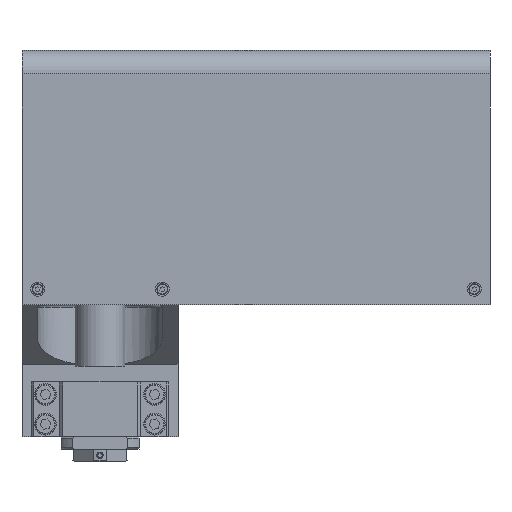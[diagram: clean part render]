
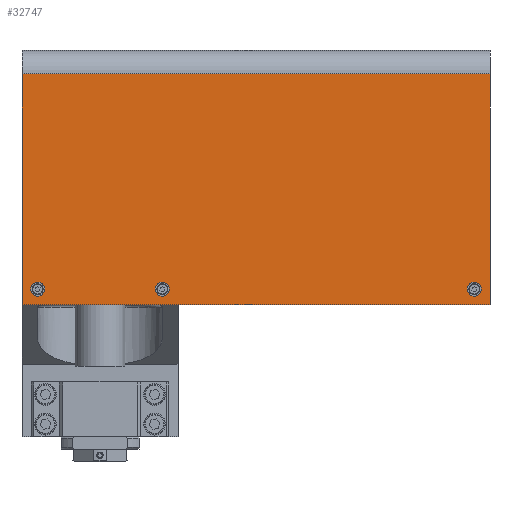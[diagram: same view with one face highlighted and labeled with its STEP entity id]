
A CAD part, front view. The second image highlights one B-rep face of the part: STEP entity #32747.
In plain terms, the highlighted planar face has unit normal (0, -1, 0).
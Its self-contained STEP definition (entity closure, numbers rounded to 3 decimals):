
#54 = DIRECTION ( 'NONE',  ( 0., 0., 1. ) ) ;
#719 = ORIENTED_EDGE ( 'NONE', *, *, #2018, .T. ) ;
#1128 = DIRECTION ( 'NONE',  ( 0., 0., 1. ) ) ;
#1713 = CIRCLE ( 'NONE', #10791, 2.25 ) ;
#2018 = EDGE_CURVE ( 'NONE', #35531, #32757, #10154, .T. ) ;
#2766 = DIRECTION ( 'NONE',  ( 0., 1., 0. ) ) ;
#2864 = AXIS2_PLACEMENT_3D ( 'NONE', #35688, #17935, #1128 ) ;
#3616 = EDGE_CURVE ( 'NONE', #31631, #12183, #30450, .T. ) ;
#4578 = ORIENTED_EDGE ( 'NONE', *, *, #10977, .T. ) ;
#4650 = VECTOR ( 'NONE', #34399, 1000. ) ;
#4667 = EDGE_CURVE ( 'NONE', #9381, #18828, #5492, .T. ) ;
#4785 = AXIS2_PLACEMENT_3D ( 'NONE', #25776, #17339, #54 ) ;
#5486 = CARTESIAN_POINT ( 'NONE',  ( 240., -39., 7.75 ) ) ;
#5492 = CIRCLE ( 'NONE', #30694, 2.25 ) ;
#6406 = CARTESIAN_POINT ( 'NONE',  ( -50., -39., 148. ) ) ;
#6663 = FACE_BOUND ( 'NONE', #29838, .T. ) ;
#6886 = DIRECTION ( 'NONE',  ( 0., 0., 1. ) ) ;
#7331 = CARTESIAN_POINT ( 'NONE',  ( -50., -39., 0. ) ) ;
#7607 = CARTESIAN_POINT ( 'NONE',  ( 250., -39., 148. ) ) ;
#7734 = DIRECTION ( 'NONE',  ( 0., 0., 1. ) ) ;
#8810 = DIRECTION ( 'NONE',  ( 0., 0., -1. ) ) ;
#9381 = VERTEX_POINT ( 'NONE', #15230 ) ;
#9739 = DIRECTION ( 'NONE',  ( 0., 0., 1. ) ) ;
#9909 = DIRECTION ( 'NONE',  ( 0., 1., 0. ) ) ;
#10154 = LINE ( 'NONE', #25687, #24663 ) ;
#10791 = AXIS2_PLACEMENT_3D ( 'NONE', #12523, #27091, #9739 ) ;
#10815 = CIRCLE ( 'NONE', #33463, 2.25 ) ;
#10977 = EDGE_CURVE ( 'NONE', #18144, #22485, #1713, .T. ) ;
#11595 = CARTESIAN_POINT ( 'NONE',  ( 240., -39., 12.25 ) ) ;
#11806 = LINE ( 'NONE', #27756, #17753 ) ;
#12183 = VERTEX_POINT ( 'NONE', #7331 ) ;
#12523 = CARTESIAN_POINT ( 'NONE',  ( 240., -39., 10. ) ) ;
#12842 = CARTESIAN_POINT ( 'NONE',  ( 40., -39., 7.75 ) ) ;
#13167 = PLANE ( 'NONE',  #34137 ) ;
#13456 = FACE_BOUND ( 'NONE', #15455, .T. ) ;
#14459 = CARTESIAN_POINT ( 'NONE',  ( 250., -39., 0. ) ) ;
#15230 = CARTESIAN_POINT ( 'NONE',  ( 40., -39., 12.25 ) ) ;
#15455 = EDGE_LOOP ( 'NONE', ( #21488, #21272 ) ) ;
#15651 = CARTESIAN_POINT ( 'NONE',  ( 240., -39., 10. ) ) ;
#15822 = VERTEX_POINT ( 'NONE', #35320 ) ;
#15858 = ORIENTED_EDGE ( 'NONE', *, *, #3616, .F. ) ;
#16847 = DIRECTION ( 'NONE',  ( 0., 0., 1. ) ) ;
#17339 = DIRECTION ( 'NONE',  ( 0., 1., 0. ) ) ;
#17417 = DIRECTION ( 'NONE',  ( 0., 0., 1. ) ) ;
#17489 = CARTESIAN_POINT ( 'NONE',  ( -40., -39., 12.25 ) ) ;
#17753 = VECTOR ( 'NONE', #18702, 1000. ) ;
#17935 = DIRECTION ( 'NONE',  ( 0., 1., 0. ) ) ;
#18144 = VERTEX_POINT ( 'NONE', #11595 ) ;
#18520 = EDGE_CURVE ( 'NONE', #32757, #12183, #25471, .T. ) ;
#18702 = DIRECTION ( 'NONE',  ( 0., 0., -1. ) ) ;
#18809 = EDGE_CURVE ( 'NONE', #35531, #31631, #11806, .T. ) ;
#18828 = VERTEX_POINT ( 'NONE', #12842 ) ;
#19277 = ORIENTED_EDGE ( 'NONE', *, *, #18809, .F. ) ;
#19486 = EDGE_LOOP ( 'NONE', ( #4578, #23504 ) ) ;
#19751 = CIRCLE ( 'NONE', #4785, 2.25 ) ;
#20312 = VERTEX_POINT ( 'NONE', #17489 ) ;
#21272 = ORIENTED_EDGE ( 'NONE', *, *, #25177, .T. ) ;
#21290 = EDGE_CURVE ( 'NONE', #15822, #20312, #10815, .T. ) ;
#21488 = ORIENTED_EDGE ( 'NONE', *, *, #4667, .T. ) ;
#21782 = ORIENTED_EDGE ( 'NONE', *, *, #33486, .T. ) ;
#22485 = VERTEX_POINT ( 'NONE', #5486 ) ;
#23428 = CIRCLE ( 'NONE', #2864, 2.25 ) ;
#23504 = ORIENTED_EDGE ( 'NONE', *, *, #25779, .T. ) ;
#24663 = VECTOR ( 'NONE', #37132, 1000. ) ;
#25177 = EDGE_CURVE ( 'NONE', #18828, #9381, #19751, .T. ) ;
#25471 = LINE ( 'NONE', #6406, #31394 ) ;
#25687 = CARTESIAN_POINT ( 'NONE',  ( 250., -39., 148. ) ) ;
#25776 = CARTESIAN_POINT ( 'NONE',  ( 40., -39., 10. ) ) ;
#25779 = EDGE_CURVE ( 'NONE', #22485, #18144, #35601, .T. ) ;
#26655 = CARTESIAN_POINT ( 'NONE',  ( 250., -39., 148. ) ) ;
#27091 = DIRECTION ( 'NONE',  ( 0., 1., 0. ) ) ;
#27756 = CARTESIAN_POINT ( 'NONE',  ( 250., -39., 148. ) ) ;
#28332 = CARTESIAN_POINT ( 'NONE',  ( 250., -39., 0. ) ) ;
#28853 = CARTESIAN_POINT ( 'NONE',  ( 40., -39., 10. ) ) ;
#29838 = EDGE_LOOP ( 'NONE', ( #21782, #32080 ) ) ;
#30204 = FACE_OUTER_BOUND ( 'NONE', #33423, .T. ) ;
#30450 = LINE ( 'NONE', #14459, #4650 ) ;
#30694 = AXIS2_PLACEMENT_3D ( 'NONE', #28853, #34220, #16847 ) ;
#31394 = VECTOR ( 'NONE', #8810, 1000. ) ;
#31631 = VERTEX_POINT ( 'NONE', #28332 ) ;
#32080 = ORIENTED_EDGE ( 'NONE', *, *, #21290, .T. ) ;
#32747 = ADVANCED_FACE ( 'NONE', ( #6663, #13456, #35712, #30204 ), #13167, .F. ) ;
#32757 = VERTEX_POINT ( 'NONE', #36387 ) ;
#33006 = ORIENTED_EDGE ( 'NONE', *, *, #18520, .T. ) ;
#33423 = EDGE_LOOP ( 'NONE', ( #33006, #15858, #19277, #719 ) ) ;
#33460 = DIRECTION ( 'NONE',  ( 0., 1., 0. ) ) ;
#33463 = AXIS2_PLACEMENT_3D ( 'NONE', #37438, #2766, #17417 ) ;
#33486 = EDGE_CURVE ( 'NONE', #20312, #15822, #23428, .T. ) ;
#34137 = AXIS2_PLACEMENT_3D ( 'NONE', #7607, #33460, #7734 ) ;
#34203 = AXIS2_PLACEMENT_3D ( 'NONE', #15651, #9909, #6886 ) ;
#34220 = DIRECTION ( 'NONE',  ( 0., 1., 0. ) ) ;
#34399 = DIRECTION ( 'NONE',  ( -1., 0., 0. ) ) ;
#35320 = CARTESIAN_POINT ( 'NONE',  ( -40., -39., 7.75 ) ) ;
#35531 = VERTEX_POINT ( 'NONE', #26655 ) ;
#35601 = CIRCLE ( 'NONE', #34203, 2.25 ) ;
#35688 = CARTESIAN_POINT ( 'NONE',  ( -40., -39., 10. ) ) ;
#35712 = FACE_BOUND ( 'NONE', #19486, .T. ) ;
#36387 = CARTESIAN_POINT ( 'NONE',  ( -50., -39., 148. ) ) ;
#37132 = DIRECTION ( 'NONE',  ( -1., 0., 0. ) ) ;
#37438 = CARTESIAN_POINT ( 'NONE',  ( -40., -39., 10. ) ) ;
